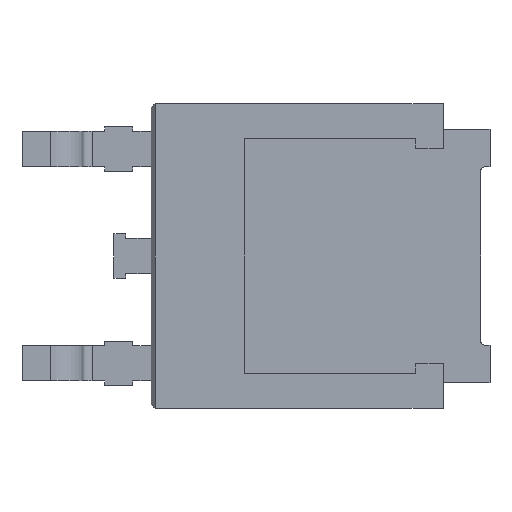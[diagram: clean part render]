
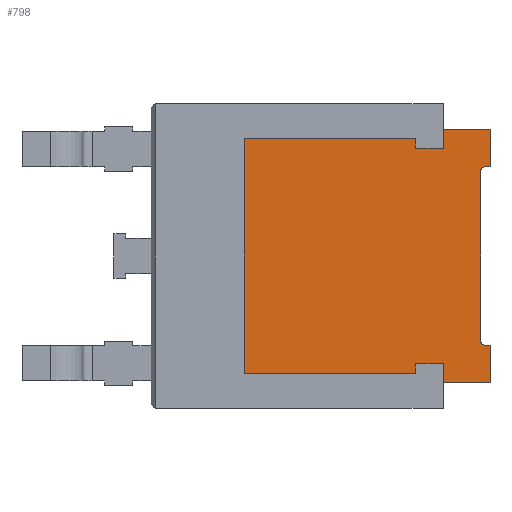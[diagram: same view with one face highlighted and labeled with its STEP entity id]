
A CAD part, front view. The second image highlights one B-rep face of the part: STEP entity #798.
In plain terms, the highlighted planar face has unit normal (0, -1, 0).
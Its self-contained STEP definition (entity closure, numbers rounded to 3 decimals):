
#8 = CARTESIAN_POINT ( 'NONE',  ( 3.41, 0., -2.3 ) ) ;
#14 = EDGE_CURVE ( 'NONE', #2850, #417, #1346, .T. ) ;
#35 = DIRECTION ( 'NONE',  ( 1., 0., 0. ) ) ;
#36 = VECTOR ( 'NONE', #1473, 1000. ) ;
#70 = EDGE_CURVE ( 'NONE', #2142, #77, #738, .T. ) ;
#77 = VERTEX_POINT ( 'NONE', #1189 ) ;
#89 = DIRECTION ( 'NONE',  ( 0., 0., 1. ) ) ;
#161 = EDGE_CURVE ( 'NONE', #1994, #1330, #2181, .T. ) ;
#172 = CARTESIAN_POINT ( 'NONE',  ( 4.79, 0., 1.8 ) ) ;
#182 = CARTESIAN_POINT ( 'NONE',  ( 4.89, 0., -1.8 ) ) ;
#212 = CARTESIAN_POINT ( 'NONE',  ( 4.79, 0., -1.8 ) ) ;
#252 = EDGE_CURVE ( 'NONE', #417, #2514, #2294, .T. ) ;
#294 = DIRECTION ( 'NONE',  ( 0., -1., 0. ) ) ;
#298 = VECTOR ( 'NONE', #2770, 1000. ) ;
#325 = CARTESIAN_POINT ( 'NONE',  ( 3.99, 0., 2.3 ) ) ;
#417 = VERTEX_POINT ( 'NONE', #2205 ) ;
#454 = CARTESIAN_POINT ( 'NONE',  ( 4.99, 0., -1.9 ) ) ;
#461 = DIRECTION ( 'NONE',  ( -1., 0., 0. ) ) ;
#493 = CARTESIAN_POINT ( 'NONE',  ( 3.41, 0., 2.3 ) ) ;
#522 = VECTOR ( 'NONE', #35, 1000. ) ;
#546 = CARTESIAN_POINT ( 'NONE',  ( 4.99, 0., 2.7 ) ) ;
#594 = CARTESIAN_POINT ( 'NONE',  ( 3.99, 0., 2.7 ) ) ;
#622 = VERTEX_POINT ( 'NONE', #1555 ) ;
#628 = ORIENTED_EDGE ( 'NONE', *, *, #2433, .F. ) ;
#633 = DIRECTION ( 'NONE',  ( -1., 0., 0. ) ) ;
#639 = CARTESIAN_POINT ( 'NONE',  ( 3.99, 0., -2.3 ) ) ;
#662 = VERTEX_POINT ( 'NONE', #212 ) ;
#665 = AXIS2_PLACEMENT_3D ( 'NONE', #995, #1954, #1460 ) ;
#684 = EDGE_CURVE ( 'NONE', #2165, #1107, #1868, .T. ) ;
#702 = LINE ( 'NONE', #1414, #766 ) ;
#738 = LINE ( 'NONE', #2858, #1894 ) ;
#746 = FACE_OUTER_BOUND ( 'NONE', #1465, .T. ) ;
#755 = CARTESIAN_POINT ( 'NONE',  ( 4.89, 0., 1.8 ) ) ;
#762 = EDGE_CURVE ( 'NONE', #1164, #1994, #702, .T. ) ;
#766 = VECTOR ( 'NONE', #2356, 1000. ) ;
#790 = ORIENTED_EDGE ( 'NONE', *, *, #896, .F. ) ;
#798 = ADVANCED_FACE ( 'NONE', ( #746 ), #2152, .T. ) ;
#853 = CIRCLE ( 'NONE', #1686, 0.1 ) ;
#870 = DIRECTION ( 'NONE',  ( -1., 0., 0. ) ) ;
#875 = ORIENTED_EDGE ( 'NONE', *, *, #1359, .F. ) ;
#892 = VECTOR ( 'NONE', #2227, 1000. ) ;
#896 = EDGE_CURVE ( 'NONE', #77, #1393, #1710, .T. ) ;
#899 = LINE ( 'NONE', #2729, #2326 ) ;
#900 = DIRECTION ( 'NONE',  ( 0., 0., -1. ) ) ;
#922 = VECTOR ( 'NONE', #2540, 1000. ) ;
#929 = ORIENTED_EDGE ( 'NONE', *, *, #762, .F. ) ;
#995 = CARTESIAN_POINT ( 'NONE',  ( 4.89, 0., -1.8 ) ) ;
#1019 = CARTESIAN_POINT ( 'NONE',  ( -0.25, 0., -2.5 ) ) ;
#1057 = DIRECTION ( 'NONE',  ( 0., 0., 1. ) ) ;
#1107 = VERTEX_POINT ( 'NONE', #454 ) ;
#1123 = EDGE_CURVE ( 'NONE', #1192, #1299, #2083, .T. ) ;
#1133 = CARTESIAN_POINT ( 'NONE',  ( 4.99, 0., -1.9 ) ) ;
#1141 = LINE ( 'NONE', #2550, #1822 ) ;
#1156 = VECTOR ( 'NONE', #461, 1000. ) ;
#1164 = VERTEX_POINT ( 'NONE', #1454 ) ;
#1178 = VECTOR ( 'NONE', #2175, 1000. ) ;
#1182 = CARTESIAN_POINT ( 'NONE',  ( 3.41, 0., -2.5 ) ) ;
#1183 = LINE ( 'NONE', #2367, #1835 ) ;
#1189 = CARTESIAN_POINT ( 'NONE',  ( 4.99, 0., 2.7 ) ) ;
#1192 = VERTEX_POINT ( 'NONE', #1019 ) ;
#1230 = CARTESIAN_POINT ( 'NONE',  ( 4.99, 0., -2.7 ) ) ;
#1274 = VERTEX_POINT ( 'NONE', #2663 ) ;
#1277 = DIRECTION ( 'NONE',  ( 0., -1., 0. ) ) ;
#1299 = VERTEX_POINT ( 'NONE', #1973 ) ;
#1330 = VERTEX_POINT ( 'NONE', #325 ) ;
#1346 = LINE ( 'NONE', #8, #1156 ) ;
#1354 = CARTESIAN_POINT ( 'NONE',  ( -0.25, 0., 2.5 ) ) ;
#1357 = CARTESIAN_POINT ( 'NONE',  ( 3.99, 0., 2.3 ) ) ;
#1359 = EDGE_CURVE ( 'NONE', #1299, #1164, #2698, .T. ) ;
#1393 = VERTEX_POINT ( 'NONE', #2671 ) ;
#1403 = DIRECTION ( 'NONE',  ( 1., 0., 0. ) ) ;
#1414 = CARTESIAN_POINT ( 'NONE',  ( 3.41, 0., 2.5 ) ) ;
#1427 = LINE ( 'NONE', #1693, #1178 ) ;
#1454 = CARTESIAN_POINT ( 'NONE',  ( 3.41, 0., 2.5 ) ) ;
#1460 = DIRECTION ( 'NONE',  ( 0., 0., -1. ) ) ;
#1465 = EDGE_LOOP ( 'NONE', ( #3004, #1771, #1776, #1739, #2805, #2424, #2709, #2761, #2561, #2239, #628, #790, #2485, #2890, #1944, #929, #875, #2089 ) ) ;
#1470 = EDGE_CURVE ( 'NONE', #1330, #2142, #2715, .T. ) ;
#1473 = DIRECTION ( 'NONE',  ( 0., 0., -1. ) ) ;
#1490 = VECTOR ( 'NONE', #1403, 1000. ) ;
#1504 = EDGE_CURVE ( 'NONE', #2514, #1192, #2506, .T. ) ;
#1505 = CARTESIAN_POINT ( 'NONE',  ( 4.89, 0., -1.9 ) ) ;
#1514 = DIRECTION ( 'NONE',  ( 0., 0., -1. ) ) ;
#1515 = CARTESIAN_POINT ( 'NONE',  ( -0.25, 0., 2.5 ) ) ;
#1555 = CARTESIAN_POINT ( 'NONE',  ( 4.89, 0., 1.9 ) ) ;
#1588 = CARTESIAN_POINT ( 'NONE',  ( -0.25, 0., -2.5 ) ) ;
#1639 = EDGE_CURVE ( 'NONE', #1731, #1274, #1427, .T. ) ;
#1686 = AXIS2_PLACEMENT_3D ( 'NONE', #182, #1277, #2511 ) ;
#1693 = CARTESIAN_POINT ( 'NONE',  ( 3.99, 0., -2.7 ) ) ;
#1710 = LINE ( 'NONE', #546, #36 ) ;
#1723 = DIRECTION ( 'NONE',  ( 1., 0., 0. ) ) ;
#1731 = VERTEX_POINT ( 'NONE', #1230 ) ;
#1739 = ORIENTED_EDGE ( 'NONE', *, *, #2063, .F. ) ;
#1770 = CARTESIAN_POINT ( 'NONE',  ( 3.41, 0., -2.5 ) ) ;
#1771 = ORIENTED_EDGE ( 'NONE', *, *, #252, .F. ) ;
#1776 = ORIENTED_EDGE ( 'NONE', *, *, #14, .F. ) ;
#1777 = EDGE_CURVE ( 'NONE', #1107, #1731, #2655, .T. ) ;
#1822 = VECTOR ( 'NONE', #900, 1000. ) ;
#1835 = VECTOR ( 'NONE', #89, 1000. ) ;
#1868 = LINE ( 'NONE', #1133, #1490 ) ;
#1884 = EDGE_CURVE ( 'NONE', #1956, #662, #1141, .T. ) ;
#1894 = VECTOR ( 'NONE', #2618, 1000. ) ;
#1944 = ORIENTED_EDGE ( 'NONE', *, *, #161, .F. ) ;
#1954 = DIRECTION ( 'NONE',  ( 0., -1., 0. ) ) ;
#1956 = VERTEX_POINT ( 'NONE', #172 ) ;
#1973 = CARTESIAN_POINT ( 'NONE',  ( -0.25, 0., 2.5 ) ) ;
#1994 = VERTEX_POINT ( 'NONE', #2147 ) ;
#2063 = EDGE_CURVE ( 'NONE', #1274, #2850, #1183, .T. ) ;
#2083 = LINE ( 'NONE', #1354, #922 ) ;
#2089 = ORIENTED_EDGE ( 'NONE', *, *, #1123, .F. ) ;
#2094 = VECTOR ( 'NONE', #1514, 1000. ) ;
#2103 = AXIS2_PLACEMENT_3D ( 'NONE', #755, #294, #1057 ) ;
#2142 = VERTEX_POINT ( 'NONE', #594 ) ;
#2147 = CARTESIAN_POINT ( 'NONE',  ( 3.41, 0., 2.3 ) ) ;
#2152 = PLANE ( 'NONE',  #665 ) ;
#2165 = VERTEX_POINT ( 'NONE', #1505 ) ;
#2167 = VECTOR ( 'NONE', #870, 1000. ) ;
#2175 = DIRECTION ( 'NONE',  ( -1., 0., 0. ) ) ;
#2181 = LINE ( 'NONE', #493, #522 ) ;
#2187 = CARTESIAN_POINT ( 'NONE',  ( 4.99, 0., -2.7 ) ) ;
#2205 = CARTESIAN_POINT ( 'NONE',  ( 3.41, 0., -2.3 ) ) ;
#2227 = DIRECTION ( 'NONE',  ( 0., 0., -1. ) ) ;
#2239 = ORIENTED_EDGE ( 'NONE', *, *, #2749, .F. ) ;
#2245 = EDGE_CURVE ( 'NONE', #662, #2165, #853, .T. ) ;
#2294 = LINE ( 'NONE', #1770, #2094 ) ;
#2326 = VECTOR ( 'NONE', #633, 1000. ) ;
#2356 = DIRECTION ( 'NONE',  ( 0., 0., -1. ) ) ;
#2367 = CARTESIAN_POINT ( 'NONE',  ( 3.99, 0., -2.3 ) ) ;
#2424 = ORIENTED_EDGE ( 'NONE', *, *, #1777, .F. ) ;
#2433 = EDGE_CURVE ( 'NONE', #1393, #622, #899, .T. ) ;
#2485 = ORIENTED_EDGE ( 'NONE', *, *, #70, .F. ) ;
#2506 = LINE ( 'NONE', #1588, #2167 ) ;
#2511 = DIRECTION ( 'NONE',  ( 0., 0., -1. ) ) ;
#2514 = VERTEX_POINT ( 'NONE', #1182 ) ;
#2540 = DIRECTION ( 'NONE',  ( 0., 0., 1. ) ) ;
#2550 = CARTESIAN_POINT ( 'NONE',  ( 4.79, 0., -1.8 ) ) ;
#2561 = ORIENTED_EDGE ( 'NONE', *, *, #1884, .F. ) ;
#2618 = DIRECTION ( 'NONE',  ( 1., 0., 0. ) ) ;
#2655 = LINE ( 'NONE', #2187, #892 ) ;
#2663 = CARTESIAN_POINT ( 'NONE',  ( 3.99, 0., -2.7 ) ) ;
#2671 = CARTESIAN_POINT ( 'NONE',  ( 4.99, 0., 1.9 ) ) ;
#2698 = LINE ( 'NONE', #1515, #2796 ) ;
#2709 = ORIENTED_EDGE ( 'NONE', *, *, #684, .F. ) ;
#2715 = LINE ( 'NONE', #1357, #298 ) ;
#2729 = CARTESIAN_POINT ( 'NONE',  ( 4.99, 0., 1.9 ) ) ;
#2749 = EDGE_CURVE ( 'NONE', #622, #1956, #2823, .T. ) ;
#2761 = ORIENTED_EDGE ( 'NONE', *, *, #2245, .F. ) ;
#2770 = DIRECTION ( 'NONE',  ( 0., 0., 1. ) ) ;
#2796 = VECTOR ( 'NONE', #1723, 1000. ) ;
#2805 = ORIENTED_EDGE ( 'NONE', *, *, #1639, .F. ) ;
#2823 = CIRCLE ( 'NONE', #2103, 0.1 ) ;
#2850 = VERTEX_POINT ( 'NONE', #639 ) ;
#2858 = CARTESIAN_POINT ( 'NONE',  ( 3.99, 0., 2.7 ) ) ;
#2890 = ORIENTED_EDGE ( 'NONE', *, *, #1470, .F. ) ;
#3004 = ORIENTED_EDGE ( 'NONE', *, *, #1504, .F. ) ;
